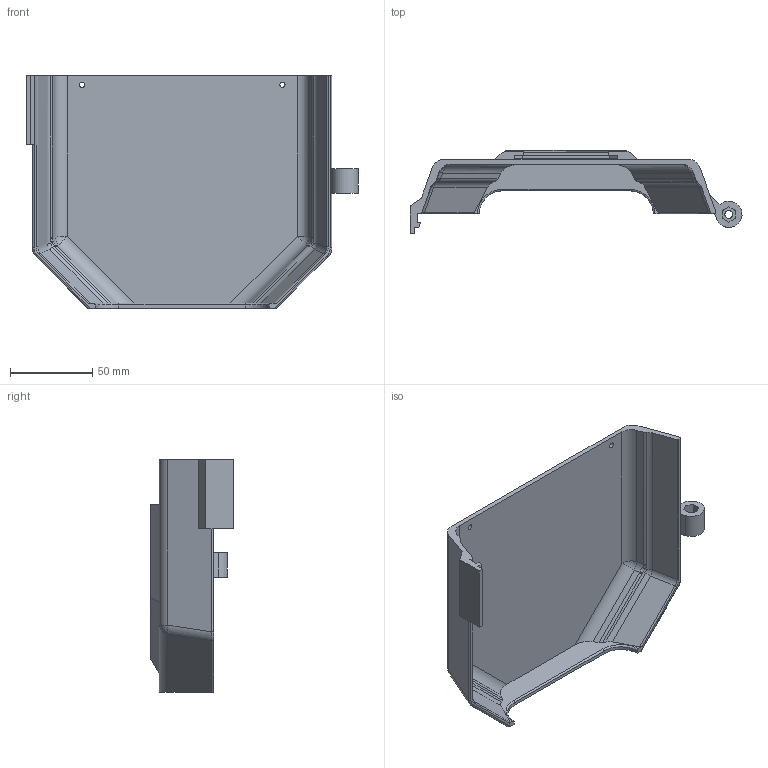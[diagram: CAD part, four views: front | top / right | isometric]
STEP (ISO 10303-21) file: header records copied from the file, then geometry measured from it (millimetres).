
FILE_DESCRIPTION(('FreeCAD Model'),'2;1');
FILE_NAME('LowerFront.step','2018-05-13T18:26:19',('Author'),(''), 'Open CASCADE STEP processor 6.9','FreeCAD','Unknown');
FILE_SCHEMA(('AUTOMOTIVE_DESIGN_CC2 { 1 2 10303 214 -1 1 5 4 }'));
Length unit declared in the file: millimetre
Products named in the file (2): ASSEMBLY; LowerFront
Assembly tree (1 placements, depth 2):
  ASSEMBLY
    LowerFront
Bounding box: 201.99 x 50.8 x 141.5 mm (x, y, z)
Volume: 128675.3 mm3; surface area: 72171.7 mm2
Topology: 1 solids, 1 shells, 133 faces, 348 edges, 215 vertices
Faces by surface type: plane 74, cylinder 37, bspline 16, sphere 4, torus 2
Full cylindrical faces by diameter (mm): 4.8 x1
Entity records: 12523 total; most frequent: CARTESIAN_POINT 5945, DIRECTION 1124, LINE 751, VECTOR 751, ORIENTED_EDGE 688, PCURVE 688, DEFINITIONAL_REPRESENTATION 688, EDGE_CURVE 344
